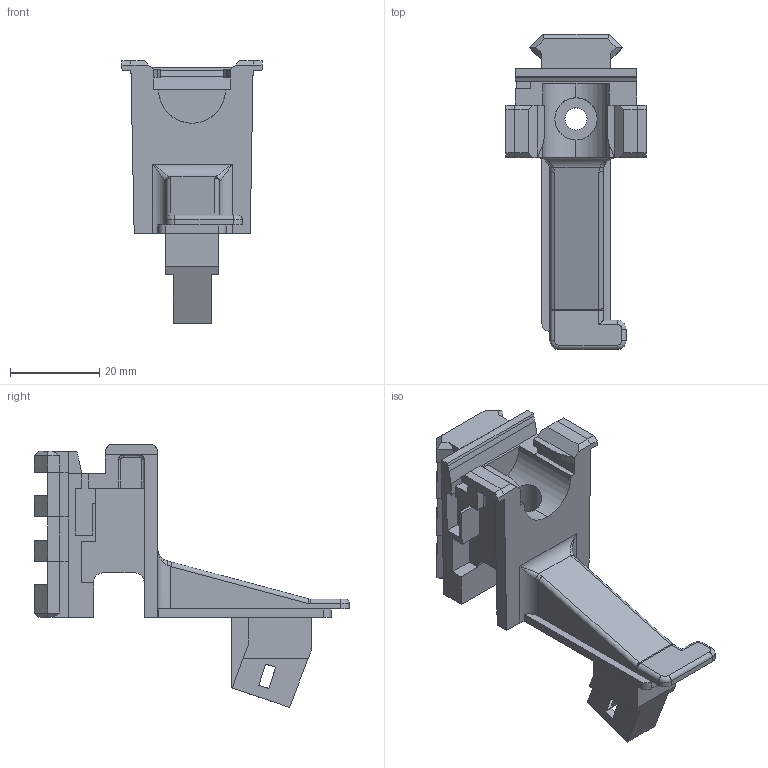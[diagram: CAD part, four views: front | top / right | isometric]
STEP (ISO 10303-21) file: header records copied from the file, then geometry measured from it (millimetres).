
FILE_DESCRIPTION(('HOOPS Exchange Step'),'2;1');
FILE_NAME('temp_export','2021-08-05T23:19:54+09:00',('mobile'),('Shapr3D Limited'),'HOOPS Exchange 2021.1','Shapr3D','Authorized');
FILE_SCHEMA( ('AP203_CONFIGURATION_CONTROLLED_3D_DESIGN_OF_MECHANICAL_PARTS_AND_ASSEMBLIES_MIM_LF') );
Length unit declared in the file: millimetre
Products named in the file (2): 0; D167C3A3-0AD0-4163-A655-7C60B946BA96.tmp
Assembly tree (1 placements, depth 2):
  D167C3A3-0AD0-4163-A655-7C60B946BA96.tmp
    0
Bounding box: 31.5 x 70.71 x 58.99 mm (x, y, z)
Volume: 20391.7 mm3; surface area: 12250.1 mm2
Topology: 5 solids, 5 shells, 236 faces, 641 edges, 411 vertices
Faces by surface type: plane 184, cylinder 39, torus 7, bspline 4, sphere 2
Full cylindrical faces by diameter (mm): 5 x1, 9.5 x1
Entity records: 8051 total; most frequent: CARTESIAN_POINT 2001, ORIENTED_EDGE 1276, DIRECTION 1207, EDGE_CURVE 638, VECTOR 533, LINE 533, VERTEX_POINT 412, AXIS2_PLACEMENT_3D 337
